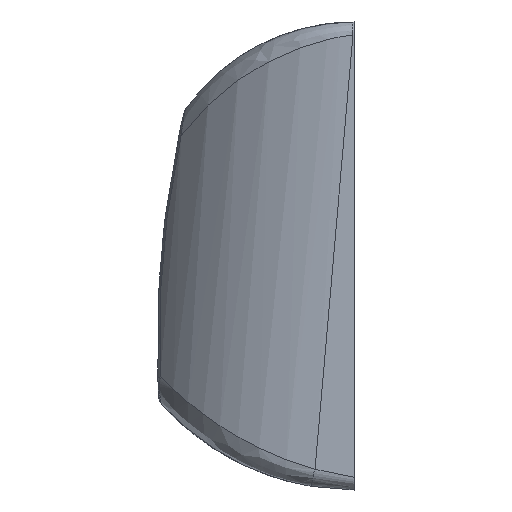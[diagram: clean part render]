
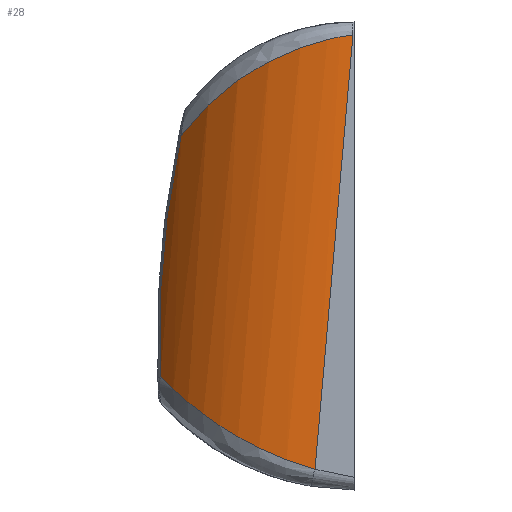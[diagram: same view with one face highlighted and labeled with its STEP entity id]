
A CAD part, left-side view. The second image highlights one B-rep face of the part: STEP entity #28.
In plain terms, the highlighted cylindrical face has radius 7.764 mm (diameter 15.528 mm), a partial arc.
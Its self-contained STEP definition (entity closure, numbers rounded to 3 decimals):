
#28 = ADVANCED_FACE ( 'NONE', ( #671 ), #2519, .T. ) ;
#162 = B_SPLINE_CURVE_WITH_KNOTS ( 'NONE', 3,
 ( #2954, #2593, #2911, #837, #4006, #745, #1877 ),
 .UNSPECIFIED., .F., .F.,
 ( 4, 1, 2, 4 ),
 ( 0., 0.371, 0.929, 1. ),
 .UNSPECIFIED. ) ;
#305 = AXIS2_PLACEMENT_3D ( 'NONE', #3977, #720, #1353 ) ;
#316 = CARTESIAN_POINT ( 'NONE',  ( -24.428, 7.665, 9.018 ) ) ;
#501 = B_SPLINE_CURVE_WITH_KNOTS ( 'NONE', 3,
 ( #2709, #2755, #4468, #3770, #2374, #3747, #3810 ),
 .UNSPECIFIED., .F., .F.,
 ( 4, 2, 1, 4 ),
 ( 0., 0.092, 0.637, 1. ),
 .UNSPECIFIED. ) ;
#625 = VERTEX_POINT ( 'NONE', #3934 ) ;
#669 = EDGE_CURVE ( 'NONE', #2905, #625, #2376, .T. ) ;
#671 = FACE_OUTER_BOUND ( 'NONE', #1081, .T. ) ;
#720 = DIRECTION ( 'NONE',  ( 0., -0.087, 0.996 ) ) ;
#745 = CARTESIAN_POINT ( 'NONE',  ( -25.26, 7.551, 4.368 ) ) ;
#837 = CARTESIAN_POINT ( 'NONE',  ( -26.643, 6.535, 3.396 ) ) ;
#955 = ORIENTED_EDGE ( 'NONE', *, *, #2848, .F. ) ;
#1081 = EDGE_LOOP ( 'NONE', ( #4665, #2425, #2151, #955 ) ) ;
#1137 = CARTESIAN_POINT ( 'NONE',  ( -25.103, 6.819, 13.966 ) ) ;
#1257 = CARTESIAN_POINT ( 'NONE',  ( -28.475, 0.354, 14.398 ) ) ;
#1353 = DIRECTION ( 'NONE',  ( -1., 0., 0. ) ) ;
#1853 = B_SPLINE_CURVE_WITH_KNOTS ( 'NONE', 3,
 ( #4306, #2907, #316, #2951, #1137 ),
 .UNSPECIFIED., .F., .F.,
 ( 4, 1, 4 ),
 ( 0., 0.429, 1. ),
 .UNSPECIFIED. ) ;
#1877 = CARTESIAN_POINT ( 'NONE',  ( -25.108, 7.647, 4.465 ) ) ;
#1922 = CARTESIAN_POINT ( 'NONE',  ( -25.108, 7.647, 4.465 ) ) ;
#2079 = EDGE_CURVE ( 'NONE', #2817, #4451, #1853, .T. ) ;
#2125 = VECTOR ( 'NONE', #2594, 1000. ) ;
#2151 = ORIENTED_EDGE ( 'NONE', *, *, #669, .F. ) ;
#2374 = CARTESIAN_POINT ( 'NONE',  ( -27.953, 3.641, 17.01 ) ) ;
#2376 = LINE ( 'NONE', #1257, #2125 ) ;
#2425 = ORIENTED_EDGE ( 'NONE', *, *, #2666, .F. ) ;
#2519 = CYLINDRICAL_SURFACE ( 'NONE', #305, 7.764 ) ;
#2593 = CARTESIAN_POINT ( 'NONE',  ( -28.475, 2.481, 1.074 ) ) ;
#2594 = DIRECTION ( 'NONE',  ( 0., 0.087, -0.996 ) ) ;
#2666 = EDGE_CURVE ( 'NONE', #625, #2817, #162, .T. ) ;
#2685 = CARTESIAN_POINT ( 'NONE',  ( -28.475, 0.044, 17.944 ) ) ;
#2709 = CARTESIAN_POINT ( 'NONE',  ( -25.103, 6.819, 13.966 ) ) ;
#2755 = CARTESIAN_POINT ( 'NONE',  ( -25.269, 6.689, 14.146 ) ) ;
#2817 = VERTEX_POINT ( 'NONE', #1922 ) ;
#2848 = EDGE_CURVE ( 'NONE', #4451, #2905, #501, .T. ) ;
#2905 = VERTEX_POINT ( 'NONE', #2685 ) ;
#2907 = CARTESIAN_POINT ( 'NONE',  ( -24.854, 7.704, 5.817 ) ) ;
#2911 = CARTESIAN_POINT ( 'NONE',  ( -28.017, 4.777, 2.022 ) ) ;
#2941 = CARTESIAN_POINT ( 'NONE',  ( -25.103, 6.819, 13.966 ) ) ;
#2951 = CARTESIAN_POINT ( 'NONE',  ( -24.765, 7.206, 12.203 ) ) ;
#2954 = CARTESIAN_POINT ( 'NONE',  ( -28.475, 1.543, 0.817 ) ) ;
#3747 = CARTESIAN_POINT ( 'NONE',  ( -28.475, 1.082, 17.811 ) ) ;
#3770 = CARTESIAN_POINT ( 'NONE',  ( -26.546, 5.543, 15.502 ) ) ;
#3810 = CARTESIAN_POINT ( 'NONE',  ( -28.475, 0.044, 17.944 ) ) ;
#3934 = CARTESIAN_POINT ( 'NONE',  ( -28.475, 1.543, 0.817 ) ) ;
#3977 = CARTESIAN_POINT ( 'NONE',  ( -20.711, 0.354, 14.398 ) ) ;
#4006 = CARTESIAN_POINT ( 'NONE',  ( -25.406, 7.451, 4.27 ) ) ;
#4306 = CARTESIAN_POINT ( 'NONE',  ( -25.108, 7.647, 4.465 ) ) ;
#4451 = VERTEX_POINT ( 'NONE', #2941 ) ;
#4468 = CARTESIAN_POINT ( 'NONE',  ( -25.433, 6.551, 14.321 ) ) ;
#4665 = ORIENTED_EDGE ( 'NONE', *, *, #2079, .F. ) ;
